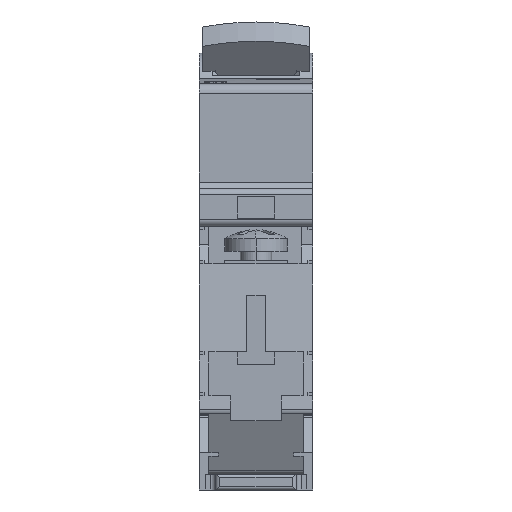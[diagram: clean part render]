
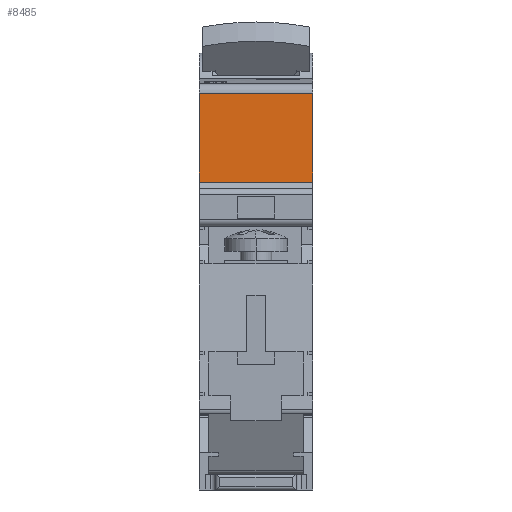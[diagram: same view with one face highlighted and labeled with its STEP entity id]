
A CAD part, front view. The second image highlights one B-rep face of the part: STEP entity #8485.
In plain terms, the highlighted face is planar.
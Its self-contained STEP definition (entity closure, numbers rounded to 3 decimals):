
#564=DIRECTION('',(0.,0.,-1.));
#565=VECTOR('',#564,14.126);
#566=CARTESIAN_POINT('',(-22.5,-9.,63.126));
#567=LINE('',#566,#565);
#2110=DIRECTION('',(0.,-1.,0.));
#2111=VECTOR('',#2110,18.);
#2112=CARTESIAN_POINT('',(-22.5,9.,63.126));
#2113=LINE('',#2112,#2111);
#2118=DIRECTION('',(0.,-1.,0.));
#2119=VECTOR('',#2118,18.);
#2120=CARTESIAN_POINT('',(-22.5,9.,49.));
#2121=LINE('',#2120,#2119);
#2122=DIRECTION('',(0.,0.,-1.));
#2123=VECTOR('',#2122,14.126);
#2124=CARTESIAN_POINT('',(-22.5,9.,63.126));
#2125=LINE('',#2124,#2123);
#4662=CARTESIAN_POINT('',(-22.5,9.,49.));
#4663=VERTEX_POINT('',#4662);
#4664=CARTESIAN_POINT('',(-22.5,9.,63.126));
#4665=VERTEX_POINT('',#4664);
#4836=CARTESIAN_POINT('',(-22.5,-9.,63.126));
#4837=CARTESIAN_POINT('',(-22.5,-9.,49.));
#4838=VERTEX_POINT('',#4836);
#4839=VERTEX_POINT('',#4837);
#8473=CARTESIAN_POINT('',(-22.5,-9.,64.5));
#8474=DIRECTION('',(-1.,0.,0.));
#8475=DIRECTION('',(0.,0.,1.));
#8476=AXIS2_PLACEMENT_3D('',#8473,#8474,#8475);
#8477=PLANE('',#8476);
#8478=ORIENTED_EDGE('',*,*,#5969,.T.);
#8480=ORIENTED_EDGE('',*,*,#8479,.F.);
#8481=ORIENTED_EDGE('',*,*,#5718,.F.);
#8482=ORIENTED_EDGE('',*,*,#8459,.T.);
#8483=EDGE_LOOP('',(#8478,#8480,#8481,#8482));
#8484=FACE_OUTER_BOUND('',#8483,.F.);
#5718=EDGE_CURVE('',#4665,#4663,#2125,.T.);
#5969=EDGE_CURVE('',#4838,#4839,#567,.T.);
#8459=EDGE_CURVE('',#4665,#4838,#2113,.T.);
#8479=EDGE_CURVE('',#4663,#4839,#2121,.T.);
#8485=ADVANCED_FACE('',(#8484),#8477,.T.);
